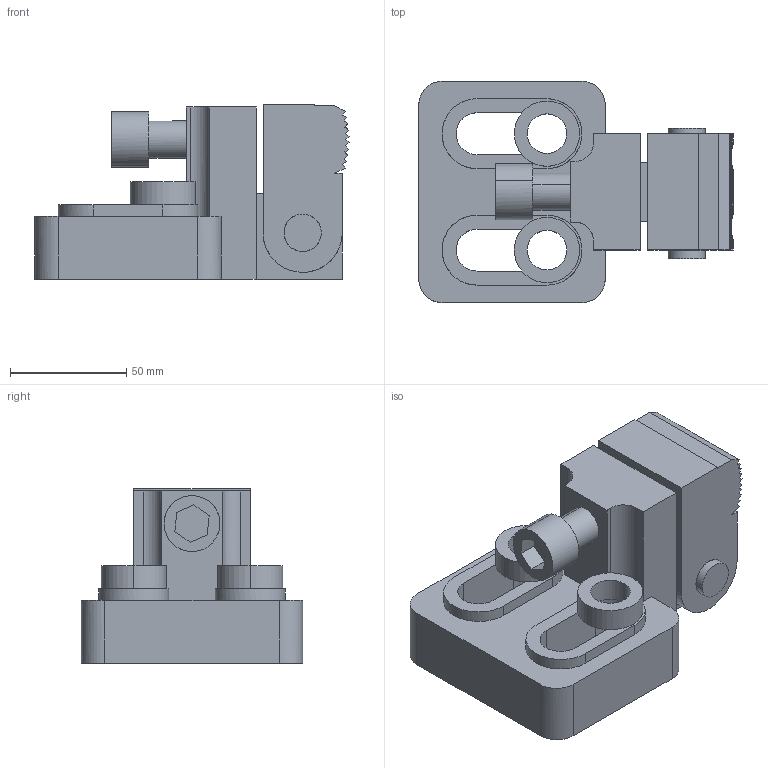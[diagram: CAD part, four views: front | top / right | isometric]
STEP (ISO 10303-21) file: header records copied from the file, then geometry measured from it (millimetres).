
FILE_DESCRIPTION (( 'STEP AP203' ), '1' );
FILE_NAME ('bj100-16060.STEP', '2021-10-25T01:06:29', ( '' ), ( '' ), 'SwSTEP 2.0', 'SolidWorks 2020', '' );
FILE_SCHEMA (( 'CONFIG_CONTROL_DESIGN' ));
Length unit declared in the file: millimetre
Products named in the file (5): bj100-16060; bj100-16060_01; bj100-16060_02; bj100-16060_04; bj100-16060_03
Assembly tree (4 placements, depth 2):
  bj100-16060
    bj100-16060_01
    bj100-16060_02
    bj100-16060_03
    bj100-16060_04
Bounding box: 134.98 x 95 x 75 mm (x, y, z)
Volume: 387889.3 mm3; surface area: 70123.9 mm2
Topology: 4 solids, 4 shells, 167 faces, 446 edges, 298 vertices
Faces by surface type: plane 110, bspline 35, cylinder 22
Entity records: 6654 total; most frequent: CARTESIAN_POINT 2792, ORIENTED_EDGE 892, EDGE_CURVE 446, DIRECTION 404, B_SPLINE_CURVE_WITH_KNOTS 305, VERTEX_POINT 298, EDGE_LOOP 190, AXIS2_PLACEMENT_3D 173
